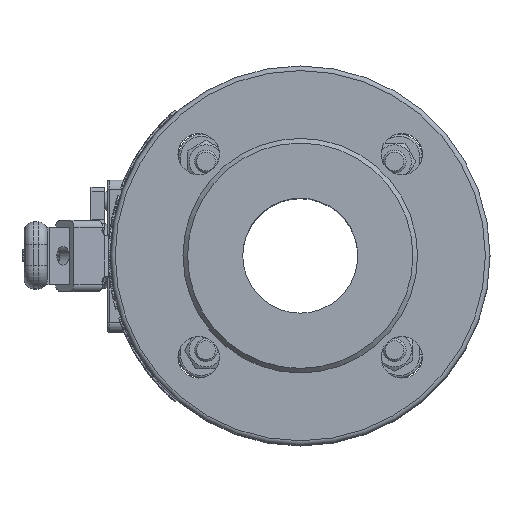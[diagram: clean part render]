
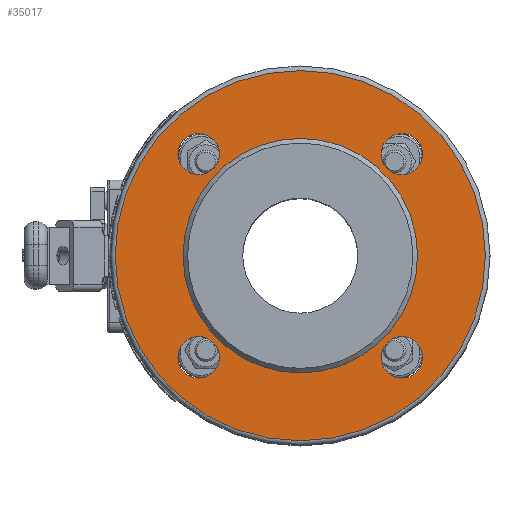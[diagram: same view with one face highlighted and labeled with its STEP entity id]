
A CAD part, top view. The second image highlights one B-rep face of the part: STEP entity #35017.
In plain terms, the highlighted planar face has unit normal (0, 0, 1).
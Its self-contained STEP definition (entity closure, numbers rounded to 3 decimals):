
#2631=FACE_BOUND('',#5746,.T.);
#2632=FACE_BOUND('',#5747,.T.);
#2633=FACE_BOUND('',#5748,.T.);
#2634=FACE_BOUND('',#5749,.T.);
#2635=FACE_BOUND('',#5750,.T.);
#3723=FACE_OUTER_BOUND('',#5745,.T.);
#5745=EDGE_LOOP('',(#24766));
#5746=EDGE_LOOP('',(#24767));
#5747=EDGE_LOOP('',(#24768));
#5748=EDGE_LOOP('',(#24769));
#5749=EDGE_LOOP('',(#24770));
#5750=EDGE_LOOP('',(#24771));
#12517=CIRCLE('',#36991,51.);
#12539=CIRCLE('',#37039,80.5);
#12540=CIRCLE('',#37042,9.);
#12541=CIRCLE('',#37043,9.);
#12542=CIRCLE('',#37044,9.);
#12543=CIRCLE('',#37045,9.);
#14191=VERTEX_POINT('',#57144);
#14217=VERTEX_POINT('',#57530);
#14218=VERTEX_POINT('',#57534);
#14219=VERTEX_POINT('',#57536);
#14220=VERTEX_POINT('',#57538);
#14221=VERTEX_POINT('',#57540);
#18050=EDGE_CURVE('',#14191,#14191,#12517,.T.);
#18104=EDGE_CURVE('',#14217,#14217,#12539,.T.);
#18105=EDGE_CURVE('',#14218,#14218,#12540,.T.);
#18106=EDGE_CURVE('',#14219,#14219,#12541,.T.);
#18107=EDGE_CURVE('',#14220,#14220,#12542,.T.);
#18108=EDGE_CURVE('',#14221,#14221,#12543,.T.);
#24766=ORIENTED_EDGE('',*,*,#18104,.F.);
#24767=ORIENTED_EDGE('',*,*,#18050,.T.);
#24768=ORIENTED_EDGE('',*,*,#18105,.T.);
#24769=ORIENTED_EDGE('',*,*,#18106,.T.);
#24770=ORIENTED_EDGE('',*,*,#18107,.T.);
#24771=ORIENTED_EDGE('',*,*,#18108,.T.);
#31915=PLANE('',#37041);
#35017=ADVANCED_FACE('',(#3723,#2631,#2632,#2633,#2634,#2635),#31915,.F.);
#36991=AXIS2_PLACEMENT_3D('',#57145,#40477,#40478);
#37039=AXIS2_PLACEMENT_3D('',#57531,#40589,#40590);
#37041=AXIS2_PLACEMENT_3D('',#57533,#40593,#40594);
#37042=AXIS2_PLACEMENT_3D('',#57535,#40595,#40596);
#37043=AXIS2_PLACEMENT_3D('',#57537,#40597,#40598);
#37044=AXIS2_PLACEMENT_3D('',#57539,#40599,#40600);
#37045=AXIS2_PLACEMENT_3D('',#57541,#40601,#40602);
#40477=DIRECTION('center_axis',(0.,0.,-1.));
#40478=DIRECTION('ref_axis',(-1.,0.,0.));
#40589=DIRECTION('center_axis',(0.,0.,-1.));
#40590=DIRECTION('ref_axis',(-1.,0.,0.));
#40593=DIRECTION('center_axis',(0.,0.,-1.));
#40594=DIRECTION('ref_axis',(1.,0.,0.));
#40595=DIRECTION('center_axis',(0.,0.,-1.));
#40596=DIRECTION('ref_axis',(-1.,0.,0.));
#40597=DIRECTION('center_axis',(0.,0.,-1.));
#40598=DIRECTION('ref_axis',(-1.,0.,0.));
#40599=DIRECTION('center_axis',(0.,0.,-1.));
#40600=DIRECTION('ref_axis',(-1.,0.,0.));
#40601=DIRECTION('center_axis',(0.,0.,-1.));
#40602=DIRECTION('ref_axis',(-1.,0.,0.));
#57144=CARTESIAN_POINT('',(51.,0.,147.));
#57145=CARTESIAN_POINT('Origin',(0.,0.,147.));
#57530=CARTESIAN_POINT('',(80.5,0.,147.));
#57531=CARTESIAN_POINT('Origin',(0.,0.,147.));
#57533=CARTESIAN_POINT('Origin',(0.,0.,147.));
#57534=CARTESIAN_POINT('',(53.194,44.194,147.));
#57535=CARTESIAN_POINT('Origin',(44.194,44.194,147.));
#57536=CARTESIAN_POINT('',(-35.194,44.194,147.));
#57537=CARTESIAN_POINT('Origin',(-44.194,44.194,147.));
#57538=CARTESIAN_POINT('',(-35.194,-44.194,147.));
#57539=CARTESIAN_POINT('Origin',(-44.194,-44.194,147.));
#57540=CARTESIAN_POINT('',(53.194,-44.194,147.));
#57541=CARTESIAN_POINT('Origin',(44.194,-44.194,147.));
